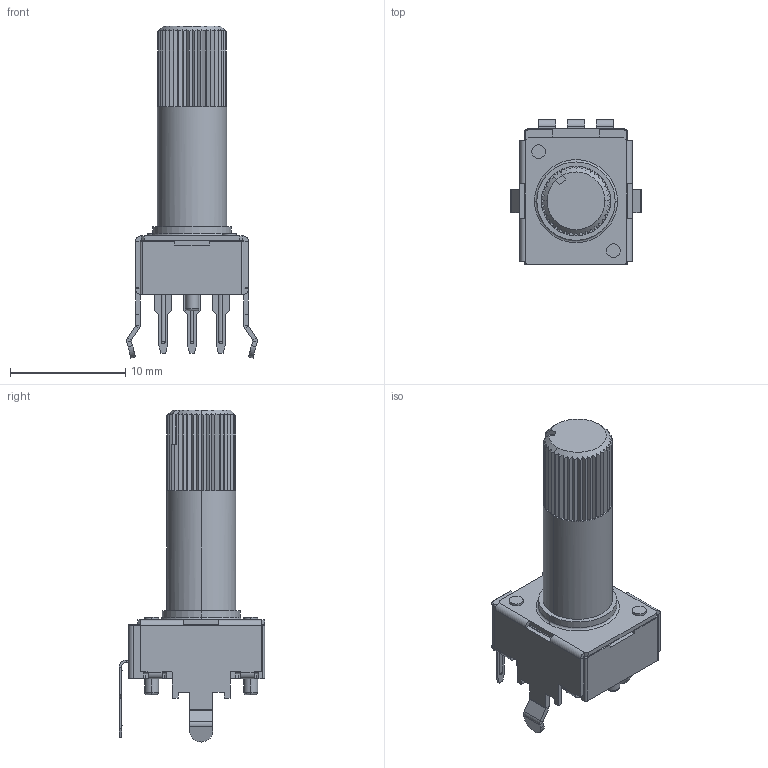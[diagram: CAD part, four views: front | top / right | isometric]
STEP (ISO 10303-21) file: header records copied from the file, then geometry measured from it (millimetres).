
FILE_DESCRIPTION (( 'STEP AP214' ), '1' );
FILE_NAME ('R-0904N-L-25KQ.STEP', '2022-07-09T15:26:36', ( '' ), ( '' ), 'SwSTEP 2.0', 'SolidWorks 2021', '' );
FILE_SCHEMA (( 'AUTOMOTIVE_DESIGN' ));
Length unit declared in the file: millimetre
Products named in the file (1): R-0904N-L-25KQ
Bounding box: 11.32 x 12.6 x 28.8 mm (x, y, z)
Volume: 1081.4 mm3; surface area: 1430.6 mm2
Topology: 6 solids, 6 shells, 475 faces, 1133 edges, 682 vertices
Faces by surface type: plane 341, cylinder 97, torus 14, sphere 12, bspline 8, cone 3
Entity records: 14453 total; most frequent: CARTESIAN_POINT 3421, ORIENTED_EDGE 2266, DIRECTION 2242, EDGE_CURVE 1133, LINE 760, VECTOR 760, AXIS2_PLACEMENT_3D 741, VERTEX_POINT 682
